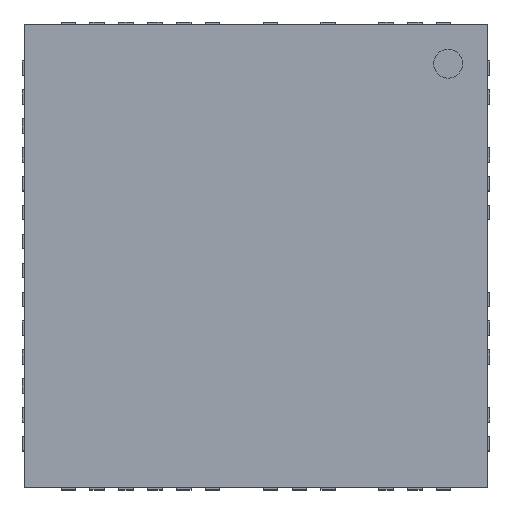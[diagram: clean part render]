
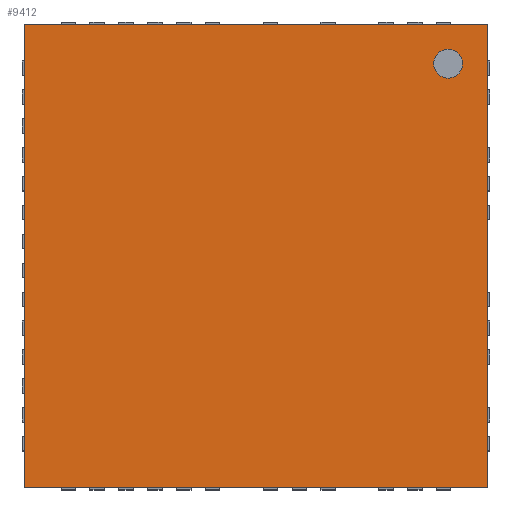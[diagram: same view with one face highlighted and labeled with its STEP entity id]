
A CAD part, top view. The second image highlights one B-rep face of the part: STEP entity #9412.
In plain terms, the highlighted planar face has unit normal (0, 0, 1).
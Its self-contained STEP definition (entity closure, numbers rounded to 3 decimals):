
#404=FACE_BOUND('',#1139,.T.);
#654=FACE_OUTER_BOUND('',#1138,.T.);
#1138=EDGE_LOOP('',(#7666,#7667,#7668,#7669));
#1139=EDGE_LOOP('',(#7670));
#1512=CIRCLE('',#10050,0.25);
#1745=LINE('',#13298,#2902);
#1786=LINE('',#13374,#2943);
#1849=LINE('',#13486,#3006);
#1920=LINE('',#13614,#3077);
#2902=VECTOR('',#10619,10.);
#2943=VECTOR('',#10676,10.);
#3006=VECTOR('',#10741,10.);
#3077=VECTOR('',#10814,10.);
#4098=VERTEX_POINT('',#13295);
#4099=VERTEX_POINT('',#13297);
#4125=VERTEX_POINT('',#13372);
#4126=VERTEX_POINT('',#13373);
#4611=VERTEX_POINT('',#14860);
#4970=EDGE_CURVE('',#4098,#4099,#1745,.T.);
#5011=EDGE_CURVE('',#4125,#4126,#1786,.T.);
#5074=EDGE_CURVE('',#4126,#4098,#1849,.T.);
#5145=EDGE_CURVE('',#4099,#4125,#1920,.T.);
#5773=EDGE_CURVE('',#4611,#4611,#1512,.F.);
#7666=ORIENTED_EDGE('',*,*,#4970,.F.);
#7667=ORIENTED_EDGE('',*,*,#5074,.F.);
#7668=ORIENTED_EDGE('',*,*,#5011,.F.);
#7669=ORIENTED_EDGE('',*,*,#5145,.F.);
#7670=ORIENTED_EDGE('',*,*,#5773,.T.);
#8977=PLANE('',#10049);
#9412=ADVANCED_FACE('',(#654,#404),#8977,.T.);
#10049=AXIS2_PLACEMENT_3D('',#14859,#12008,#12009);
#10050=AXIS2_PLACEMENT_3D('',#14861,#12010,#12011);
#10619=DIRECTION('',(1.,0.,0.));
#10676=DIRECTION('',(-1.,0.,0.));
#10741=DIRECTION('',(0.,1.,0.));
#10814=DIRECTION('',(0.,-1.,0.));
#12008=DIRECTION('center_axis',(0.,0.,1.));
#12009=DIRECTION('ref_axis',(-1.,0.,0.));
#12010=DIRECTION('center_axis',(0.,0.,1.));
#12011=DIRECTION('ref_axis',(0.,-1.,0.));
#13295=CARTESIAN_POINT('',(-4.,4.,0.85));
#13297=CARTESIAN_POINT('',(4.,4.,0.85));
#13298=CARTESIAN_POINT('',(1.707,4.,0.85));
#13372=CARTESIAN_POINT('',(4.,-4.,0.85));
#13373=CARTESIAN_POINT('',(-4.,-4.,0.85));
#13374=CARTESIAN_POINT('',(-1.693,-4.,0.85));
#13486=CARTESIAN_POINT('',(-4.,1.592,0.85));
#13614=CARTESIAN_POINT('',(4.,-1.808,0.85));
#14859=CARTESIAN_POINT('Origin',(0.,0.,0.85));
#14860=CARTESIAN_POINT('',(3.326,3.576,0.85));
#14861=CARTESIAN_POINT('Origin',(3.326,3.326,0.85));
